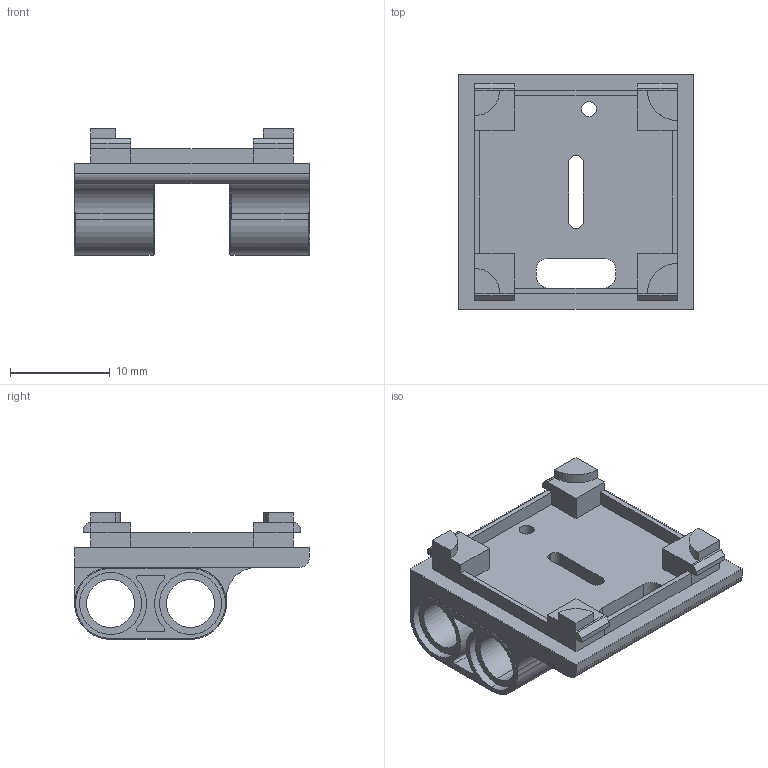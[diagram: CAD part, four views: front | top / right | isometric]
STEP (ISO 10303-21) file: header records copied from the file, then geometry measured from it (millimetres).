
FILE_DESCRIPTION(('FreeCAD Model'),'2;1');
FILE_NAME('Open CASCADE Shape Model','2023-06-16T10:42:59',(''),(''), 'Open CASCADE STEP processor 7.6','FreeCAD','Unknown');
FILE_SCHEMA(('AUTOMOTIVE_DESIGN { 1 0 10303 214 1 1 1 1 }'));
Length unit declared in the file: millimetre
Products named in the file (1): Fusion003
Bounding box: 23.6 x 23.5 x 12.7 mm (x, y, z)
Volume: 2184.6 mm3; surface area: 3421 mm2
Topology: 1 solids, 1 shells, 214 faces, 524 edges, 328 vertices
Faces by surface type: plane 128, cylinder 78, torus 8
Full cylindrical faces by diameter (mm): 1.5 x1, 4.8 x2, 6.2 x4
Entity records: 13464 total; most frequent: CARTESIAN_POINT 2792, DIRECTION 2038, LINE 1197, VECTOR 1197, ORIENTED_EDGE 1048, PCURVE 1048, DEFINITIONAL_REPRESENTATION 1048, EDGE_CURVE 524
